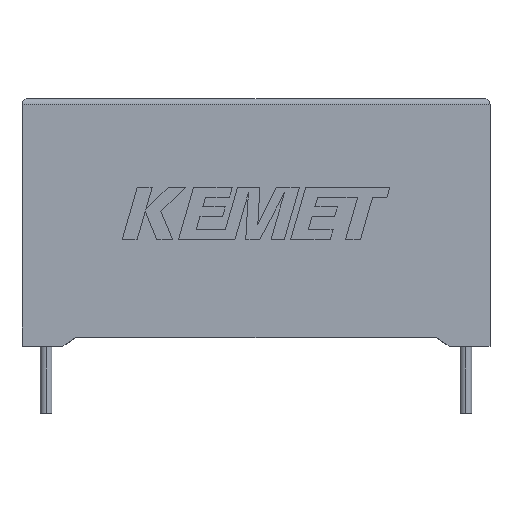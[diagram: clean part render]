
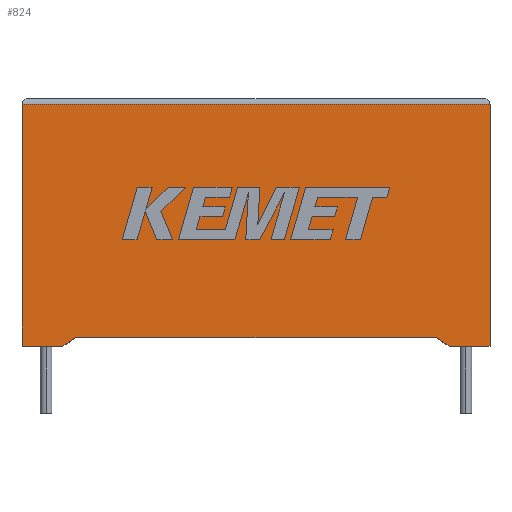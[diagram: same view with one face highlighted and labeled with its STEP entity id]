
A CAD part, top view. The second image highlights one B-rep face of the part: STEP entity #824.
In plain terms, the highlighted planar face has unit normal (0, 0, 1).
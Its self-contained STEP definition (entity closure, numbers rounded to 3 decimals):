
#190 = CARTESIAN_POINT ( 'NONE',  ( 4.811, 0.762, 11.3 ) ) ;
#194 = ORIENTED_EDGE ( 'NONE', *, *, #2203, .T. ) ;
#293 = DIRECTION ( 'NONE',  ( -1., 0., 0. ) ) ;
#403 = VERTEX_POINT ( 'NONE', #1928 ) ;
#453 = CARTESIAN_POINT ( 'NONE',  ( 41.8, 0., 11.3 ) ) ;
#536 = LINE ( 'NONE', #1254, #2730 ) ;
#591 = FACE_OUTER_BOUND ( 'NONE', #2248, .T. ) ;
#627 = ORIENTED_EDGE ( 'NONE', *, *, #2462, .F. ) ;
#680 = DIRECTION ( 'NONE',  ( -1., 0., 0. ) ) ;
#735 = CARTESIAN_POINT ( 'NONE',  ( 38.15, 0., 11.3 ) ) ;
#824 = ADVANCED_FACE ( 'NONE', ( #591 ), #2706, .F. ) ;
#852 = LINE ( 'NONE', #2505, #1137 ) ;
#871 = VECTOR ( 'NONE', #1655, 1000. ) ;
#884 = EDGE_CURVE ( 'NONE', #1057, #403, #913, .T. ) ;
#887 = VERTEX_POINT ( 'NONE', #453 ) ;
#911 = CARTESIAN_POINT ( 'NONE',  ( 0., 0., 11.3 ) ) ;
#913 = LINE ( 'NONE', #2535, #1358 ) ;
#922 = CARTESIAN_POINT ( 'NONE',  ( 41.8, 21.6, 11.3 ) ) ;
#979 = VECTOR ( 'NONE', #1061, 1000. ) ;
#1057 = VERTEX_POINT ( 'NONE', #922 ) ;
#1061 = DIRECTION ( 'NONE',  ( 0., 1., 0. ) ) ;
#1092 = VECTOR ( 'NONE', #1831, 1000. ) ;
#1137 = VECTOR ( 'NONE', #1341, 1000. ) ;
#1143 = VERTEX_POINT ( 'NONE', #190 ) ;
#1254 = CARTESIAN_POINT ( 'NONE',  ( 3.65, 0., 11.3 ) ) ;
#1341 = DIRECTION ( 'NONE',  ( 1., 0., 0. ) ) ;
#1358 = VECTOR ( 'NONE', #680, 1000. ) ;
#1433 = VERTEX_POINT ( 'NONE', #2335 ) ;
#1516 = AXIS2_PLACEMENT_3D ( 'NONE', #2967, #2924, #1576 ) ;
#1532 = ORIENTED_EDGE ( 'NONE', *, *, #2327, .T. ) ;
#1576 = DIRECTION ( 'NONE',  ( -1., 0., 0. ) ) ;
#1623 = EDGE_CURVE ( 'NONE', #403, #1433, #2052, .T. ) ;
#1624 = LINE ( 'NONE', #1852, #2242 ) ;
#1655 = DIRECTION ( 'NONE',  ( 0.836, -0.549, 0. ) ) ;
#1749 = VECTOR ( 'NONE', #293, 1000. ) ;
#1761 = ORIENTED_EDGE ( 'NONE', *, *, #2971, .T. ) ;
#1801 = EDGE_CURVE ( 'NONE', #1143, #2290, #536, .T. ) ;
#1815 = EDGE_CURVE ( 'NONE', #887, #1057, #2470, .T. ) ;
#1831 = DIRECTION ( 'NONE',  ( 0., -1., 0. ) ) ;
#1852 = CARTESIAN_POINT ( 'NONE',  ( 0., 0., 11.3 ) ) ;
#1885 = ORIENTED_EDGE ( 'NONE', *, *, #1623, .T. ) ;
#1928 = CARTESIAN_POINT ( 'NONE',  ( 0., 21.6, 11.3 ) ) ;
#1984 = CARTESIAN_POINT ( 'NONE',  ( 36.989, 0.762, 11.3 ) ) ;
#2052 = LINE ( 'NONE', #911, #1092 ) ;
#2160 = ORIENTED_EDGE ( 'NONE', *, *, #884, .T. ) ;
#2171 = DIRECTION ( 'NONE',  ( -0.836, -0.549, 0. ) ) ;
#2203 = EDGE_CURVE ( 'NONE', #2692, #3011, #2823, .T. ) ;
#2242 = VECTOR ( 'NONE', #2565, 1000. ) ;
#2248 = EDGE_LOOP ( 'NONE', ( #2955, #2160, #1885, #1761, #2263, #627, #194, #1532 ) ) ;
#2263 = ORIENTED_EDGE ( 'NONE', *, *, #1801, .F. ) ;
#2290 = VERTEX_POINT ( 'NONE', #2447 ) ;
#2310 = CARTESIAN_POINT ( 'NONE',  ( 38.15, 0., 11.3 ) ) ;
#2327 = EDGE_CURVE ( 'NONE', #3011, #887, #1624, .T. ) ;
#2335 = CARTESIAN_POINT ( 'NONE',  ( 0., 0., 11.3 ) ) ;
#2390 = LINE ( 'NONE', #2605, #1749 ) ;
#2447 = CARTESIAN_POINT ( 'NONE',  ( 3.65, 0., 11.3 ) ) ;
#2462 = EDGE_CURVE ( 'NONE', #2692, #1143, #2390, .T. ) ;
#2470 = LINE ( 'NONE', #2722, #979 ) ;
#2505 = CARTESIAN_POINT ( 'NONE',  ( 0., 0., 11.3 ) ) ;
#2535 = CARTESIAN_POINT ( 'NONE',  ( 0., 21.6, 11.3 ) ) ;
#2565 = DIRECTION ( 'NONE',  ( 1., 0., 0. ) ) ;
#2605 = CARTESIAN_POINT ( 'NONE',  ( 20.9, 0.762, 11.3 ) ) ;
#2692 = VERTEX_POINT ( 'NONE', #1984 ) ;
#2706 = PLANE ( 'NONE',  #1516 ) ;
#2722 = CARTESIAN_POINT ( 'NONE',  ( 41.8, 0., 11.3 ) ) ;
#2730 = VECTOR ( 'NONE', #2171, 1000. ) ;
#2823 = LINE ( 'NONE', #735, #871 ) ;
#2924 = DIRECTION ( 'NONE',  ( 0., 0., -1. ) ) ;
#2955 = ORIENTED_EDGE ( 'NONE', *, *, #1815, .T. ) ;
#2967 = CARTESIAN_POINT ( 'NONE',  ( 0., 0., 11.3 ) ) ;
#2971 = EDGE_CURVE ( 'NONE', #1433, #2290, #852, .T. ) ;
#3011 = VERTEX_POINT ( 'NONE', #2310 ) ;
